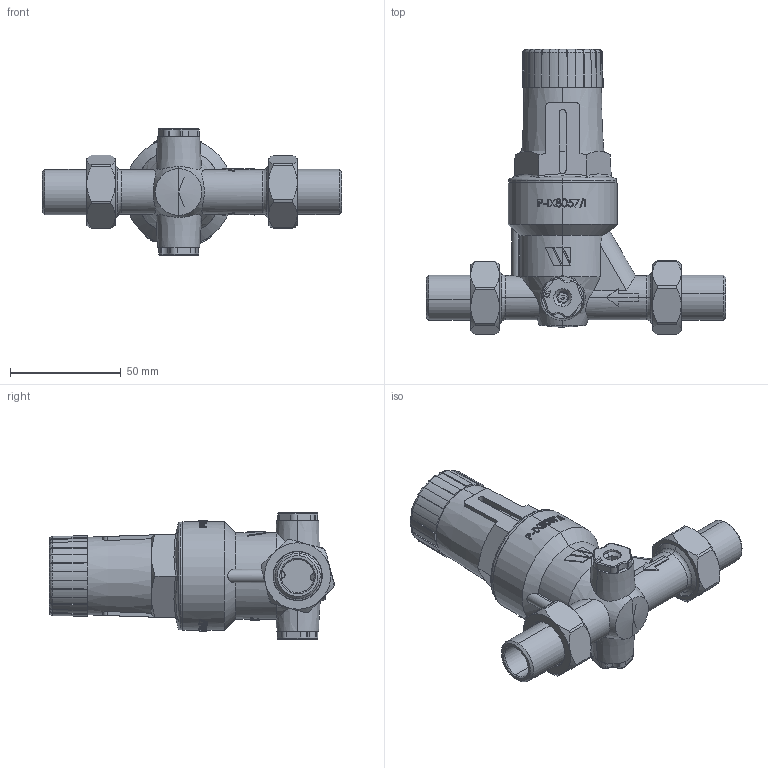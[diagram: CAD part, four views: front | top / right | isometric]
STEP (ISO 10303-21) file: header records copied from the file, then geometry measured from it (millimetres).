
FILE_DESCRIPTION (( 'STEP AP203' ), '1' );
FILE_NAME ('0502515.STEP', '2024-09-24T11:39:42', ( 'Admin' ), ( '' ), 'SwSTEP 2.0', 'SolidWorks 2021', '' );
FILE_SCHEMA (( 'CONFIG_CONTROL_DESIGN' ));
Length unit declared in the file: millimetre
Products named in the file (1): 0502515
Bounding box: 135 x 128.53 x 57.4 mm (x, y, z)
Volume: 188278.3 mm3; surface area: 36422 mm2
Topology: 3 solids, 4 shells, 974 faces, 2563 edges, 1665 vertices
Faces by surface type: plane 424, bspline 208, cylinder 169, cone 106, torus 65, sphere 2
Entity records: 47096 total; most frequent: CARTESIAN_POINT 24933, ORIENTED_EDGE 5118, DIRECTION 3752, EDGE_CURVE 2559, VERTEX_POINT 1665, AXIS2_PLACEMENT_3D 1337, LINE 1078, VECTOR 1078
